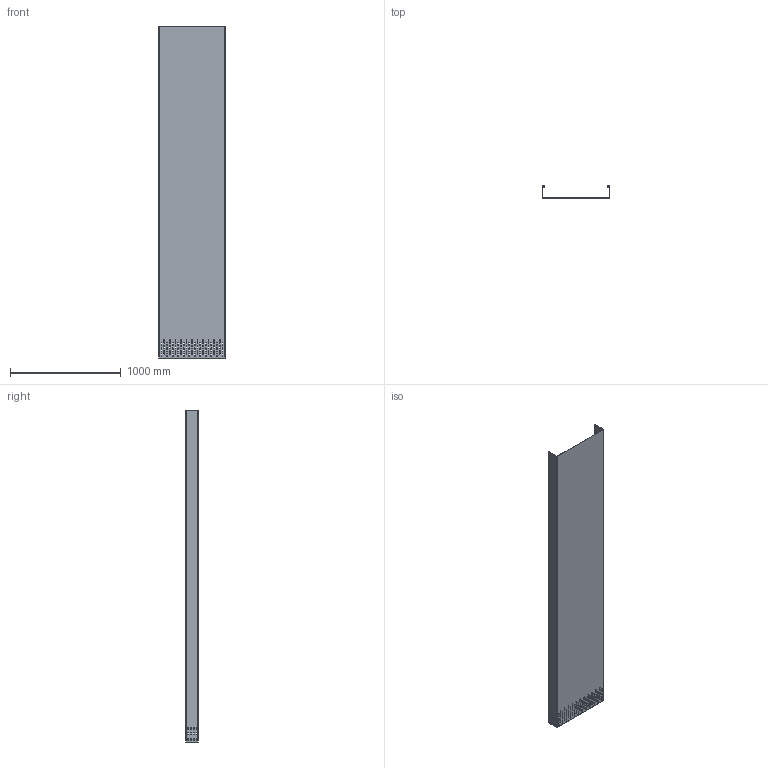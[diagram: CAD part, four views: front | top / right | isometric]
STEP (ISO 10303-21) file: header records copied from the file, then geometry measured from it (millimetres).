
FILE_DESCRIPTION (( 'STEP AP214' ), '1' );
FILE_NAME ('6061560.STEP', '2024-10-08T10:51:55', ( '' ), ( '' ), 'SwSTEP 2.0', 'SolidWorks 2022', '' );
FILE_SCHEMA (( 'AUTOMOTIVE_DESIGN' ));
Length unit declared in the file: millimetre
Products named in the file (1): 6061560
Bounding box: 600 x 111 x 3000 mm (x, y, z)
Volume: 3771491.8 mm3; surface area: 5049366.7 mm2
Topology: 1 solids, 1 shells, 481 faces, 1405 edges, 926 vertices
Faces by surface type: cylinder 265, plane 216
Entity records: 16479 total; most frequent: DIRECTION 2899, CARTESIAN_POINT 2813, ORIENTED_EDGE 2810, EDGE_CURVE 1405, AXIS2_PLACEMENT_3D 1012, VERTEX_POINT 926, LINE 875, VECTOR 875
